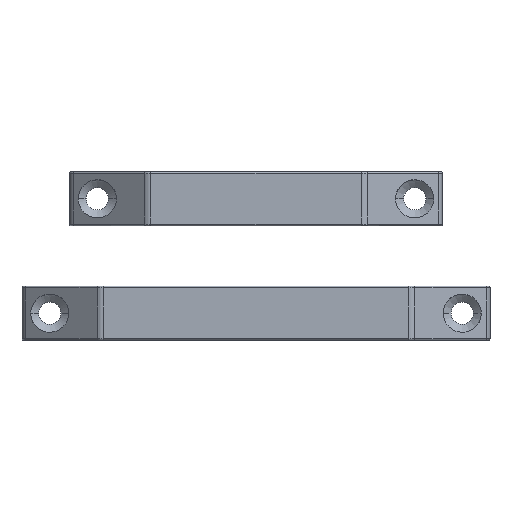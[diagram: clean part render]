
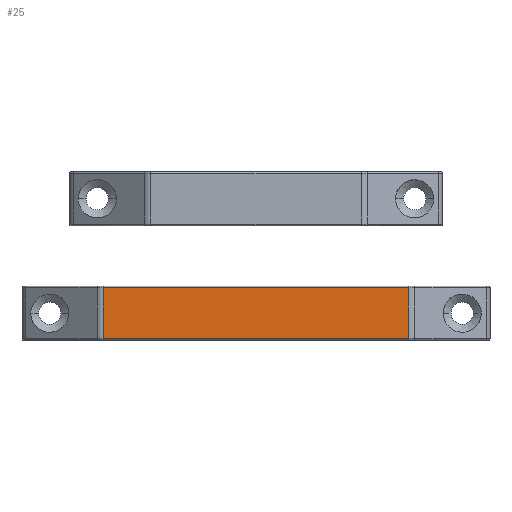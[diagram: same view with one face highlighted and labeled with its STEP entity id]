
A CAD part, top view. The second image highlights one B-rep face of the part: STEP entity #25.
In plain terms, the highlighted planar face has unit normal (0, 0, 1).
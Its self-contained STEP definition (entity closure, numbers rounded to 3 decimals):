
#25=ADVANCED_FACE('',(#197),#2603,.T.);
#197=FACE_OUTER_BOUND('',#369,.T.);
#369=EDGE_LOOP('',(#552,#553,#554,#555));
#552=ORIENTED_EDGE('',*,*,#1318,.T.);
#553=ORIENTED_EDGE('',*,*,#1332,.F.);
#554=ORIENTED_EDGE('',*,*,#1319,.F.);
#555=ORIENTED_EDGE('',*,*,#1301,.F.);
#1301=EDGE_CURVE('',#2262,#2264,#2119,.T.);
#1318=EDGE_CURVE('',#2262,#2263,#2136,.T.);
#1319=EDGE_CURVE('',#2264,#2265,#2137,.T.);
#1332=EDGE_CURVE('',#2265,#2263,#2150,.T.);
#2119=B_SPLINE_CURVE_WITH_KNOTS('',1,(#4058,#4059),.UNSPECIFIED.,.F.,.F.,
(2,2),(0.5,16.5),.UNSPECIFIED.);
#2136=B_SPLINE_CURVE_WITH_KNOTS('',1,(#4092,#4093),.UNSPECIFIED.,.F.,.F.,
(2,2),(0.,96.404),.UNSPECIFIED.);
#2137=B_SPLINE_CURVE_WITH_KNOTS('',1,(#4094,#4095),.UNSPECIFIED.,.F.,.F.,
(2,2),(0.,96.404),.UNSPECIFIED.);
#2150=B_SPLINE_CURVE_WITH_KNOTS('',1,(#4120,#4121),.UNSPECIFIED.,.F.,.F.,
(2,2),(0.5,16.5),.UNSPECIFIED.);
#2262=VERTEX_POINT('',#3964);
#2263=VERTEX_POINT('',#3965);
#2264=VERTEX_POINT('',#3966);
#2265=VERTEX_POINT('',#3967);
#2603=PLANE('',#2719);
#2719=AXIS2_PLACEMENT_3D('',#3551,#3036,$);
#3036=DIRECTION('',(0.,0.,1.));
#3551=CARTESIAN_POINT('',(-4.544,-36.048,24.671));
#3964=CARTESIAN_POINT('',(-3.496,-35.548,24.671));
#3965=CARTESIAN_POINT('',(92.908,-35.548,24.671));
#3966=CARTESIAN_POINT('',(-3.496,-19.548,24.671));
#3967=CARTESIAN_POINT('',(92.908,-19.548,24.671));
#4058=CARTESIAN_POINT('',(-3.496,-35.548,24.671));
#4059=CARTESIAN_POINT('',(-3.496,-19.548,24.671));
#4092=CARTESIAN_POINT('',(-3.496,-35.548,24.671));
#4093=CARTESIAN_POINT('',(92.908,-35.548,24.671));
#4094=CARTESIAN_POINT('',(-3.496,-19.548,24.671));
#4095=CARTESIAN_POINT('',(92.908,-19.548,24.671));
#4120=CARTESIAN_POINT('',(92.908,-19.548,24.671));
#4121=CARTESIAN_POINT('',(92.908,-35.548,24.671));
